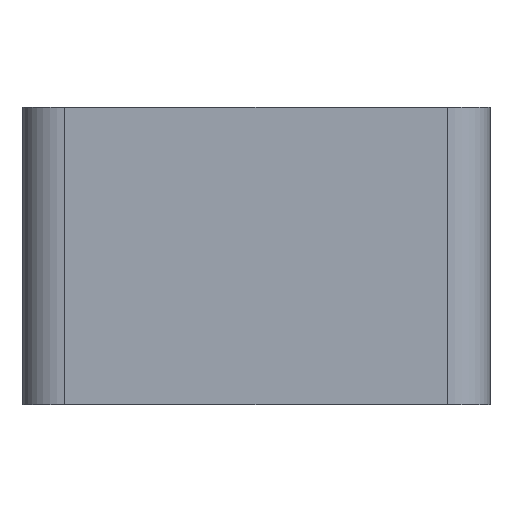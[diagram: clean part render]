
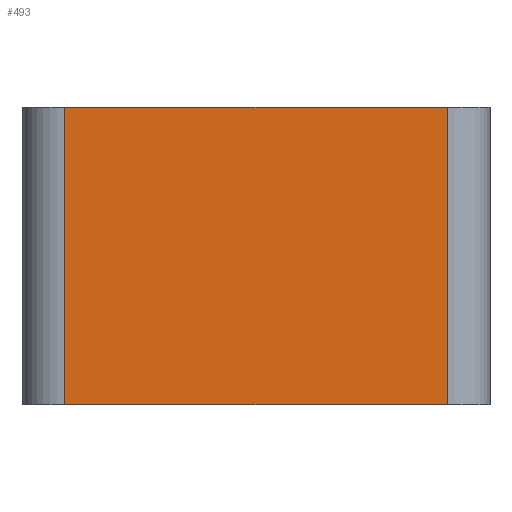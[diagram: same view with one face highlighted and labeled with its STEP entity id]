
A CAD part, left-side view. The second image highlights one B-rep face of the part: STEP entity #493.
In plain terms, the highlighted planar face has unit normal (-1, 0, 0).
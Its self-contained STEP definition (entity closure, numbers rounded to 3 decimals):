
#23=PLANE('',#570);
#47=FACE_OUTER_BOUND('',#73,.T.);
#73=EDGE_LOOP('',(#435,#436,#437,#438));
#116=LINE('',#775,#160);
#128=LINE('',#817,#172);
#137=LINE('',#847,#181);
#148=LINE('',#868,#192);
#160=VECTOR('',#615,10.);
#172=VECTOR('',#653,10.);
#181=VECTOR('',#684,10.);
#192=VECTOR('',#715,10.);
#214=VERTEX_POINT('',#772);
#215=VERTEX_POINT('',#774);
#231=VERTEX_POINT('',#814);
#232=VERTEX_POINT('',#816);
#263=EDGE_CURVE('',#214,#215,#116,.T.);
#285=EDGE_CURVE('',#232,#231,#128,.T.);
#301=EDGE_CURVE('',#215,#231,#137,.T.);
#312=EDGE_CURVE('',#232,#214,#148,.T.);
#435=ORIENTED_EDGE('',*,*,#301,.F.);
#436=ORIENTED_EDGE('',*,*,#263,.F.);
#437=ORIENTED_EDGE('',*,*,#312,.F.);
#438=ORIENTED_EDGE('',*,*,#285,.T.);
#493=ADVANCED_FACE('',(#47),#23,.T.);
#570=AXIS2_PLACEMENT_3D('',#869,#716,#717);
#615=DIRECTION('',(0.,-1.,0.));
#653=DIRECTION('',(0.,-1.,0.));
#684=DIRECTION('',(0.,0.,-1.));
#715=DIRECTION('',(0.,0.,1.));
#716=DIRECTION('center_axis',(-1.,0.,0.));
#717=DIRECTION('ref_axis',(0.,-1.,0.));
#772=CARTESIAN_POINT('',(-52.647,3.375,7.));
#774=CARTESIAN_POINT('',(-52.647,-5.625,7.));
#775=CARTESIAN_POINT('',(-52.647,4.375,7.));
#814=CARTESIAN_POINT('',(-52.647,-5.625,0.));
#816=CARTESIAN_POINT('',(-52.647,3.375,0.));
#817=CARTESIAN_POINT('',(-52.647,4.375,0.));
#847=CARTESIAN_POINT('',(-52.647,-5.625,0.));
#868=CARTESIAN_POINT('',(-52.647,3.375,0.));
#869=CARTESIAN_POINT('Origin',(-52.647,4.375,0.));
